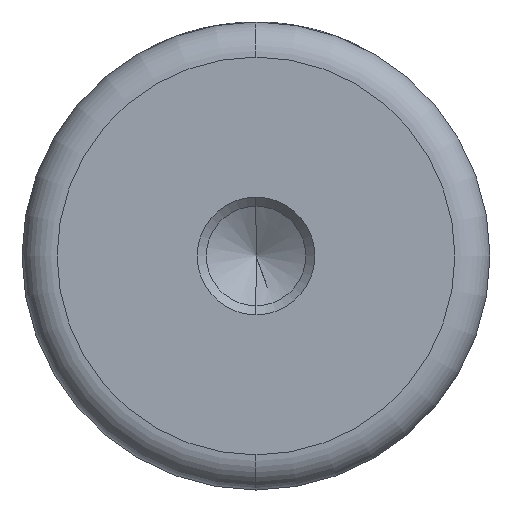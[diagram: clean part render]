
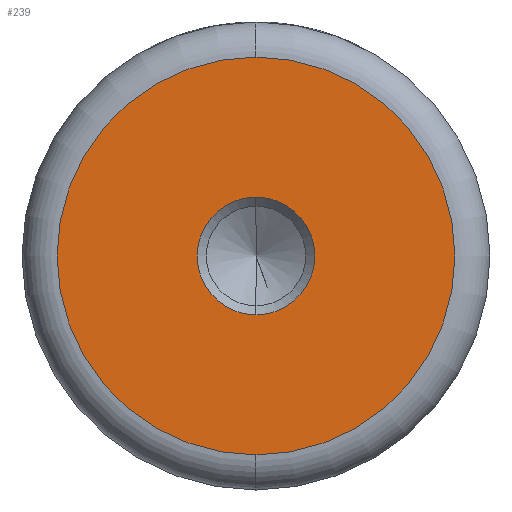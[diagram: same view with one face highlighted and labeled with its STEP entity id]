
A CAD part, left-side view. The second image highlights one B-rep face of the part: STEP entity #239.
In plain terms, the highlighted planar face has unit normal (-1, 0, 0).
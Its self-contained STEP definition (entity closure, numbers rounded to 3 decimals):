
#10 = VERTEX_POINT ( 'NONE', #1022 ) ;
#75 = EDGE_LOOP ( 'NONE', ( #236, #968 ) ) ;
#84 = CARTESIAN_POINT ( 'NONE',  ( 0., 0., 0. ) ) ;
#135 = AXIS2_PLACEMENT_3D ( 'NONE', #550, #1308, #658 ) ;
#186 = CIRCLE ( 'NONE', #135, 17. ) ;
#212 = DIRECTION ( 'NONE',  ( 0., 0., 1. ) ) ;
#236 = ORIENTED_EDGE ( 'NONE', *, *, #482, .F. ) ;
#239 = ADVANCED_FACE ( 'NONE', ( #1400, #1141 ), #405, .T. ) ;
#314 = AXIS2_PLACEMENT_3D ( 'NONE', #84, #883, #212 ) ;
#316 = DIRECTION ( 'NONE',  ( -1., 0., 0. ) ) ;
#343 = ORIENTED_EDGE ( 'NONE', *, *, #856, .T. ) ;
#364 = CIRCLE ( 'NONE', #534, 5.025 ) ;
#366 = CIRCLE ( 'NONE', #940, 5.025 ) ;
#370 = ORIENTED_EDGE ( 'NONE', *, *, #810, .T. ) ;
#405 = PLANE ( 'NONE',  #1194 ) ;
#413 = DIRECTION ( 'NONE',  ( -1., 0., 0. ) ) ;
#482 = EDGE_CURVE ( 'NONE', #929, #702, #366, .T. ) ;
#534 = AXIS2_PLACEMENT_3D ( 'NONE', #1259, #606, #1365 ) ;
#550 = CARTESIAN_POINT ( 'NONE',  ( 0., 0., 0. ) ) ;
#606 = DIRECTION ( 'NONE',  ( -1., 0., 0. ) ) ;
#658 = DIRECTION ( 'NONE',  ( 0., 0., 1. ) ) ;
#702 = VERTEX_POINT ( 'NONE', #1419 ) ;
#810 = EDGE_CURVE ( 'NONE', #1447, #10, #186, .T. ) ;
#856 = EDGE_CURVE ( 'NONE', #10, #1447, #1011, .T. ) ;
#883 = DIRECTION ( 'NONE',  ( -1., 0., 0. ) ) ;
#902 = CARTESIAN_POINT ( 'NONE',  ( 0., 0., 5.025 ) ) ;
#929 = VERTEX_POINT ( 'NONE', #902 ) ;
#940 = AXIS2_PLACEMENT_3D ( 'NONE', #1057, #413, #1167 ) ;
#968 = ORIENTED_EDGE ( 'NONE', *, *, #1007, .F. ) ;
#970 = CARTESIAN_POINT ( 'NONE',  ( 0., 0., 0. ) ) ;
#1007 = EDGE_CURVE ( 'NONE', #702, #929, #364, .T. ) ;
#1011 = CIRCLE ( 'NONE', #314, 17. ) ;
#1022 = CARTESIAN_POINT ( 'NONE',  ( 0., 0., -17. ) ) ;
#1057 = CARTESIAN_POINT ( 'NONE',  ( 0., 0., 0. ) ) ;
#1075 = DIRECTION ( 'NONE',  ( 0., 0., 1. ) ) ;
#1141 = FACE_OUTER_BOUND ( 'NONE', #1351, .T. ) ;
#1167 = DIRECTION ( 'NONE',  ( 0., 0., 1. ) ) ;
#1194 = AXIS2_PLACEMENT_3D ( 'NONE', #970, #316, #1075 ) ;
#1259 = CARTESIAN_POINT ( 'NONE',  ( 0., 0., 0. ) ) ;
#1308 = DIRECTION ( 'NONE',  ( -1., 0., 0. ) ) ;
#1351 = EDGE_LOOP ( 'NONE', ( #370, #343 ) ) ;
#1365 = DIRECTION ( 'NONE',  ( 0., 0., 1. ) ) ;
#1400 = FACE_BOUND ( 'NONE', #75, .T. ) ;
#1419 = CARTESIAN_POINT ( 'NONE',  ( 0., 0., -5.025 ) ) ;
#1447 = VERTEX_POINT ( 'NONE', #1458 ) ;
#1458 = CARTESIAN_POINT ( 'NONE',  ( 0., 0., 17. ) ) ;
